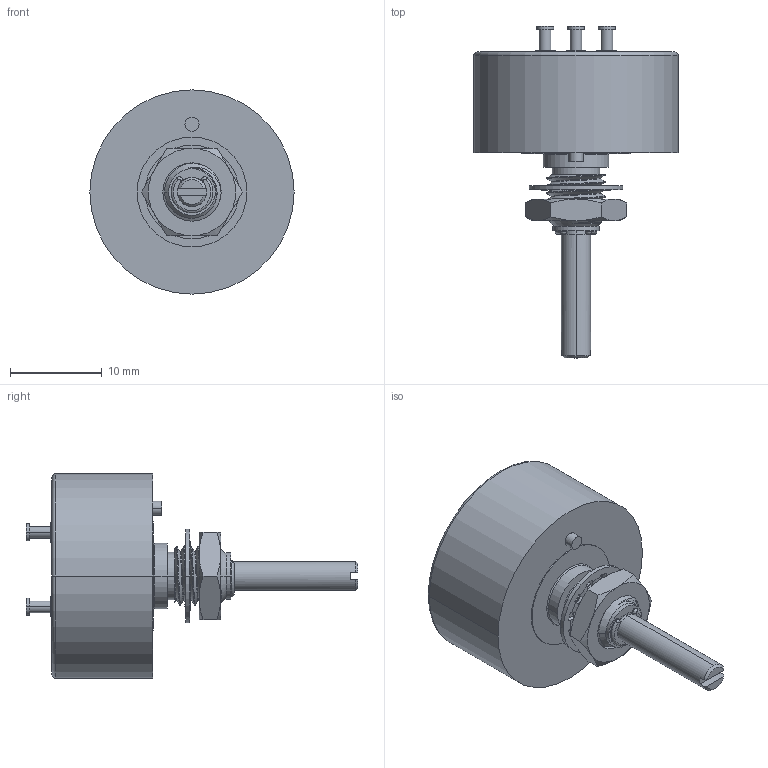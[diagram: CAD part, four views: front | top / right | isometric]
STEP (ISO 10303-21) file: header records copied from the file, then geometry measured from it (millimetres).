
FILE_DESCRIPTION((''),'2;1');
FILE_NAME('6180-26_SW0001','2013-07-17T',('bmozley'),(''),'PRO/ENGINEER BY PARAMETRIC TECHNOLOGY CORPORATION, 2013150','PRO/ENGINEER BY PARAMETRIC TECHNOLOGY CORPORATION, 2013150','');
FILE_SCHEMA(('CONFIG_CONTROL_DESIGN'));
Length unit declared in the file: inch
Products named in the file (1): 6180-26_SW0001
Bounding box: 22.23 x 36.12 x 22.23 mm (x, y, z)
Volume: 4633.8 mm3; surface area: 2677.9 mm2
Topology: 2 solids, 3 shells, 286 faces, 746 edges, 478 vertices
Faces by surface type: cylinder 117, plane 88, bspline 56, cone 18, torus 7
Entity records: 16119 total; most frequent: CARTESIAN_POINT 9231, ORIENTED_EDGE 1492, DIRECTION 1333, EDGE_CURVE 746, AXIS2_PLACEMENT_3D 486, VERTEX_POINT 478, VECTOR 361, LINE 361
